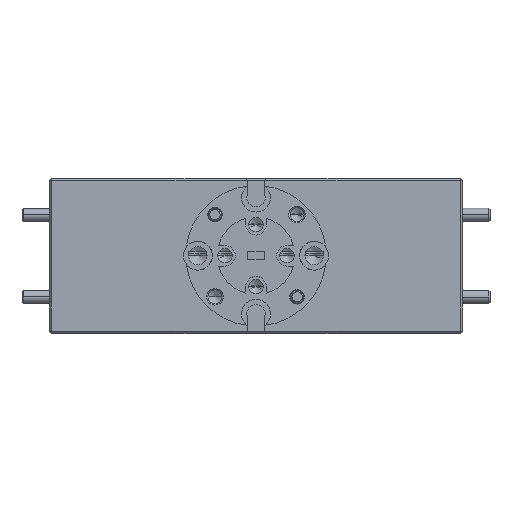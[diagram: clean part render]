
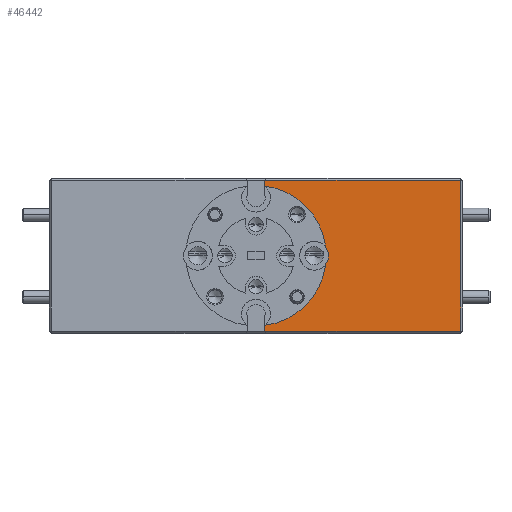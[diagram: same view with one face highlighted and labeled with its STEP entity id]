
A CAD part, top view. The second image highlights one B-rep face of the part: STEP entity #46442.
In plain terms, the highlighted planar face has unit normal (0, 0, 1).
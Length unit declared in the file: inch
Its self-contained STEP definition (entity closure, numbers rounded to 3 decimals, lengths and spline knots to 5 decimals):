
#712 = DIRECTION ( 'NONE',  ( 0., 0., 1. ) ) ;
#2380 = ORIENTED_EDGE ( 'NONE', *, *, #54489, .F. ) ;
#5177 = EDGE_LOOP ( 'NONE', ( #65692, #40885, #26359, #2380, #35461, #21380, #10546, #59888, #41824 ) ) ;
#5214 = CARTESIAN_POINT ( 'NONE',  ( -0.37859, -0.06187, 1.09468 ) ) ;
#5219 = LINE ( 'NONE', #12753, #52601 ) ;
#8275 = DIRECTION ( 'NONE',  ( 0., 1., 0. ) ) ;
#8924 = LINE ( 'NONE', #68017, #23061 ) ;
#9150 = CARTESIAN_POINT ( 'NONE',  ( 0.26016, -0.42687, 1.09468 ) ) ;
#10546 = ORIENTED_EDGE ( 'NONE', *, *, #74869, .F. ) ;
#10595 = DIRECTION ( 'NONE',  ( 0., 0., -1. ) ) ;
#12239 = CARTESIAN_POINT ( 'NONE',  ( 0.27016, -0.42687, 1.09468 ) ) ;
#12753 = CARTESIAN_POINT ( 'NONE',  ( 0.26016, -0.04187, 1.09468 ) ) ;
#13260 = EDGE_CURVE ( 'NONE', #71538, #28940, #44518, .T. ) ;
#13979 = CARTESIAN_POINT ( 'NONE',  ( -0.68784, 0.30313, 1.09468 ) ) ;
#15404 = DIRECTION ( 'NONE',  ( -1., 0., 0. ) ) ;
#17217 = EDGE_CURVE ( 'NONE', #35508, #17559, #24042, .T. ) ;
#17559 = VERTEX_POINT ( 'NONE', #49963 ) ;
#17736 = AXIS2_PLACEMENT_3D ( 'NONE', #43292, #37546, #60963 ) ;
#21380 = ORIENTED_EDGE ( 'NONE', *, *, #17217, .F. ) ;
#23061 = VECTOR ( 'NONE', #44927, 39.37008 ) ;
#23272 = EDGE_CURVE ( 'NONE', #44014, #45916, #71683, .T. ) ;
#24042 = CIRCLE ( 'NONE', #44806, 0.07 ) ;
#24133 = DIRECTION ( 'NONE',  ( 1., 0., 0. ) ) ;
#24884 = DIRECTION ( 'NONE',  ( 1., 0., 0. ) ) ;
#24972 = VERTEX_POINT ( 'NONE', #41467 ) ;
#26359 = ORIENTED_EDGE ( 'NONE', *, *, #13260, .T. ) ;
#26638 = CIRCLE ( 'NONE', #70790, 0.07 ) ;
#27274 = CARTESIAN_POINT ( 'NONE',  ( 0.27016, 0.30313, 1.09468 ) ) ;
#28229 = DIRECTION ( 'NONE',  ( 0., 1., 0. ) ) ;
#28940 = VERTEX_POINT ( 'NONE', #13979 ) ;
#30864 = CARTESIAN_POINT ( 'NONE',  ( -0.68784, 0.21313, 1.09468 ) ) ;
#32326 = DIRECTION ( 'NONE',  ( 1., 0., 0. ) ) ;
#33905 = CARTESIAN_POINT ( 'NONE',  ( -0.72984, -0.06187, 1.09468 ) ) ;
#34719 = CARTESIAN_POINT ( 'NONE',  ( -1.72984, -0.04187, 1.09468 ) ) ;
#35127 = EDGE_CURVE ( 'NONE', #17559, #24972, #66754, .T. ) ;
#35461 = ORIENTED_EDGE ( 'NONE', *, *, #35127, .F. ) ;
#35508 = VERTEX_POINT ( 'NONE', #5214 ) ;
#37546 = DIRECTION ( 'NONE',  ( 0., 0., 1. ) ) ;
#39686 = DIRECTION ( 'NONE',  ( -1., 0., 0. ) ) ;
#40117 = PLANE ( 'NONE',  #74701 ) ;
#40885 = ORIENTED_EDGE ( 'NONE', *, *, #42109, .T. ) ;
#41467 = CARTESIAN_POINT ( 'NONE',  ( -0.68784, 0.27553, 1.09468 ) ) ;
#41630 = LINE ( 'NONE', #30864, #45272 ) ;
#41824 = ORIENTED_EDGE ( 'NONE', *, *, #61364, .T. ) ;
#42109 = EDGE_CURVE ( 'NONE', #45916, #71538, #5219, .T. ) ;
#43292 = CARTESIAN_POINT ( 'NONE',  ( -0.72984, -0.06187, 1.09468 ) ) ;
#43889 = CARTESIAN_POINT ( 'NONE',  ( -0.39242, -0.10363, 1.09468 ) ) ;
#44014 = VERTEX_POINT ( 'NONE', #72277 ) ;
#44097 = CIRCLE ( 'NONE', #51444, 0.34 ) ;
#44518 = LINE ( 'NONE', #27274, #63805 ) ;
#44806 = AXIS2_PLACEMENT_3D ( 'NONE', #53247, #712, #24133 ) ;
#44927 = DIRECTION ( 'NONE',  ( 0., -1., 0. ) ) ;
#45272 = VECTOR ( 'NONE', #8275, 39.37008 ) ;
#45916 = VERTEX_POINT ( 'NONE', #9150 ) ;
#46442 = ADVANCED_FACE ( 'NONE', ( #68550 ), #40117, .F. ) ;
#49963 = CARTESIAN_POINT ( 'NONE',  ( -0.39242, -0.0201, 1.09468 ) ) ;
#50505 = CARTESIAN_POINT ( 'NONE',  ( -0.68784, -0.39926, 1.09468 ) ) ;
#51408 = CARTESIAN_POINT ( 'NONE',  ( 0.26016, 0.30313, 1.09468 ) ) ;
#51444 = AXIS2_PLACEMENT_3D ( 'NONE', #33905, #56172, #39686 ) ;
#52601 = VECTOR ( 'NONE', #28229, 39.37008 ) ;
#53247 = CARTESIAN_POINT ( 'NONE',  ( -0.44859, -0.06187, 1.09468 ) ) ;
#54489 = EDGE_CURVE ( 'NONE', #24972, #28940, #41630, .T. ) ;
#55383 = VERTEX_POINT ( 'NONE', #43889 ) ;
#56172 = DIRECTION ( 'NONE',  ( 0., 0., -1. ) ) ;
#59888 = ORIENTED_EDGE ( 'NONE', *, *, #61740, .T. ) ;
#60963 = DIRECTION ( 'NONE',  ( 1., 0., 0. ) ) ;
#61364 = EDGE_CURVE ( 'NONE', #68234, #44014, #8924, .T. ) ;
#61529 = CARTESIAN_POINT ( 'NONE',  ( -0.44859, -0.06187, 1.09468 ) ) ;
#61740 = EDGE_CURVE ( 'NONE', #55383, #68234, #44097, .T. ) ;
#63805 = VECTOR ( 'NONE', #15404, 39.37008 ) ;
#65692 = ORIENTED_EDGE ( 'NONE', *, *, #23272, .T. ) ;
#66754 = CIRCLE ( 'NONE', #17736, 0.34 ) ;
#68017 = CARTESIAN_POINT ( 'NONE',  ( -0.68784, -0.33687, 1.09468 ) ) ;
#68073 = DIRECTION ( 'NONE',  ( 0., 0., 1. ) ) ;
#68234 = VERTEX_POINT ( 'NONE', #50505 ) ;
#68550 = FACE_OUTER_BOUND ( 'NONE', #5177, .T. ) ;
#69673 = DIRECTION ( 'NONE',  ( -1., 0., 0. ) ) ;
#70790 = AXIS2_PLACEMENT_3D ( 'NONE', #61529, #68073, #32326 ) ;
#71538 = VERTEX_POINT ( 'NONE', #51408 ) ;
#71683 = LINE ( 'NONE', #12239, #74050 ) ;
#72277 = CARTESIAN_POINT ( 'NONE',  ( -0.68784, -0.42687, 1.09468 ) ) ;
#74050 = VECTOR ( 'NONE', #24884, 39.37008 ) ;
#74701 = AXIS2_PLACEMENT_3D ( 'NONE', #34719, #10595, #69673 ) ;
#74869 = EDGE_CURVE ( 'NONE', #55383, #35508, #26638, .T. ) ;
